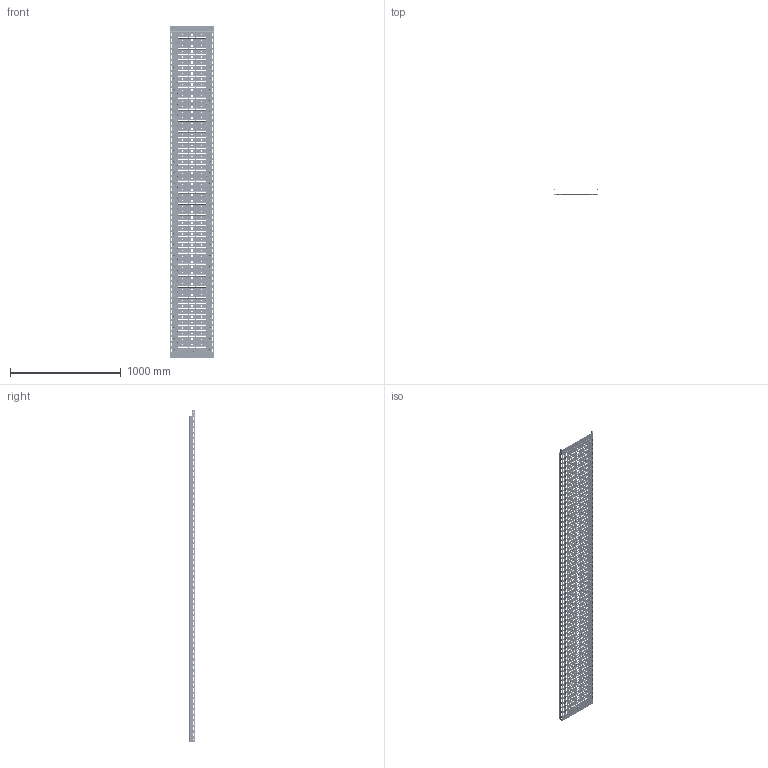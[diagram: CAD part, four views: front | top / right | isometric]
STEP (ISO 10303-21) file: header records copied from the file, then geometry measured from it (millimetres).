
FILE_DESCRIPTION (( 'STEP AP203' ), '1' );
FILE_NAME ('Perforated tray 50õ400õ3000.STEP', '2019-04-29T06:25:10', ( '' ), ( '' ), 'SwSTEP 2.0', 'SolidWorks 2017', '' );
FILE_SCHEMA (( 'CONFIG_CONTROL_DESIGN' ));
Products named in the file (1): Perforated tray 50õ400õ3000
Bounding box: 402.9 x 51.08 x 3000 mm (x, y, z)
Volume: 1373493.4 mm3; surface area: 2823971.1 mm2
Topology: 1 solids, 1 shells, 7799 faces, 20540 edges, 13101 vertices
Faces by surface type: cylinder 3645, torus 2108, plane 1969, bspline 73, sphere 4
Entity records: 256043 total; most frequent: CARTESIAN_POINT 50282, DIRECTION 46910, ORIENTED_EDGE 41072, EDGE_CURVE 20536, AXIS2_PLACEMENT_3D 18886, VERTEX_POINT 13101, CIRCLE 11159, EDGE_LOOP 10009
